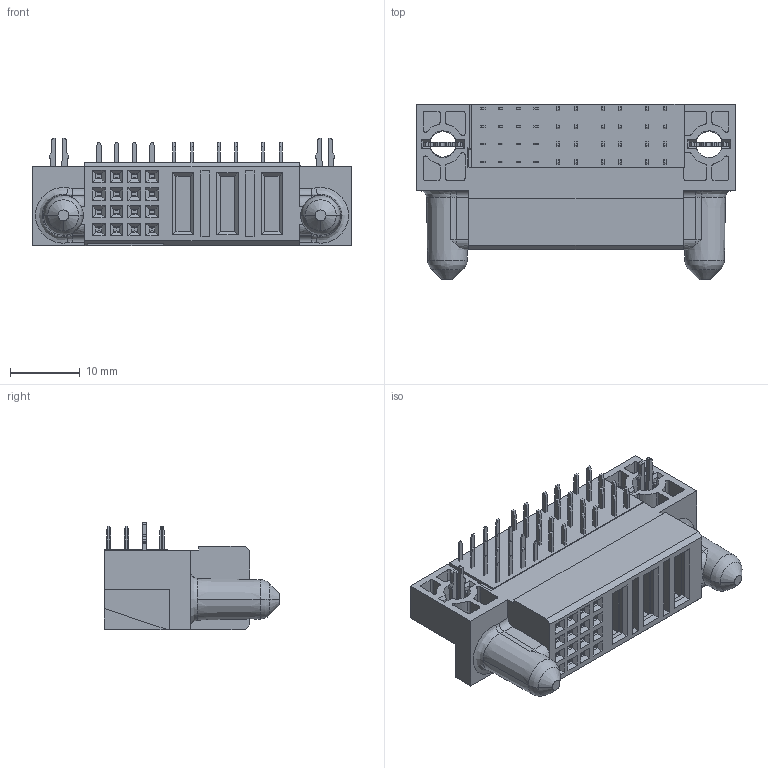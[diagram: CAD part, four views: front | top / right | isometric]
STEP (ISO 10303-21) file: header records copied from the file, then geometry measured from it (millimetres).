
FILE_DESCRIPTION( ('This file contains a STEP AP42 implementation' ,'as created by ZW3D STEP Interface translator.') ,'2;1' );
FILE_NAME( 'P2FRA-016-03W5W5AMA1.stp' ,'23 922.143935', (''), ('ZWCAD Software Co.'), 'Version 1.0', 'ZW3D to STEP translator', '' );
FILE_SCHEMA(('AUTOMOTIVE_DESIGN { 1 0 10303 214 1 1 1 1 }'));
Length unit declared in the file: millimetre
Products named in the file (6): 0; P2FRA-016-03W5W5AMA1; TER-SIGNAL-90-F-1; TER-SIGNAL-90-F-4; TER-SIGNAL-90-F-3; TER-SIGNAL-90-F-2
Assembly tree (16 placements, depth 2):
  0
  P2FRA-016-03W5W5AMA1
    TER-SIGNAL-90-F-1  x4
    TER-SIGNAL-90-F-4  x4
    TER-SIGNAL-90-F-3  x4
    TER-SIGNAL-90-F-2  x4
Bounding box: 45.72 x 25.13 x 15.32 mm (x, y, z)
Volume: 7452.4 mm3; surface area: 10138.3 mm2
Topology: 49 solids, 49 shells, 4642 faces, 11613 edges, 7162 vertices
Faces by surface type: plane 2366, bspline 2076, cylinder 120, cone 80
Entity records: 82794 total; most frequent: CARTESIAN_POINT 32067, ORIENTED_EDGE 10882, DIRECTION 8823, EDGE_CURVE 5441, VECTOR 3883, LINE 3883, VERTEX_POINT 3429, AXIS2_PLACEMENT_3D 2470
